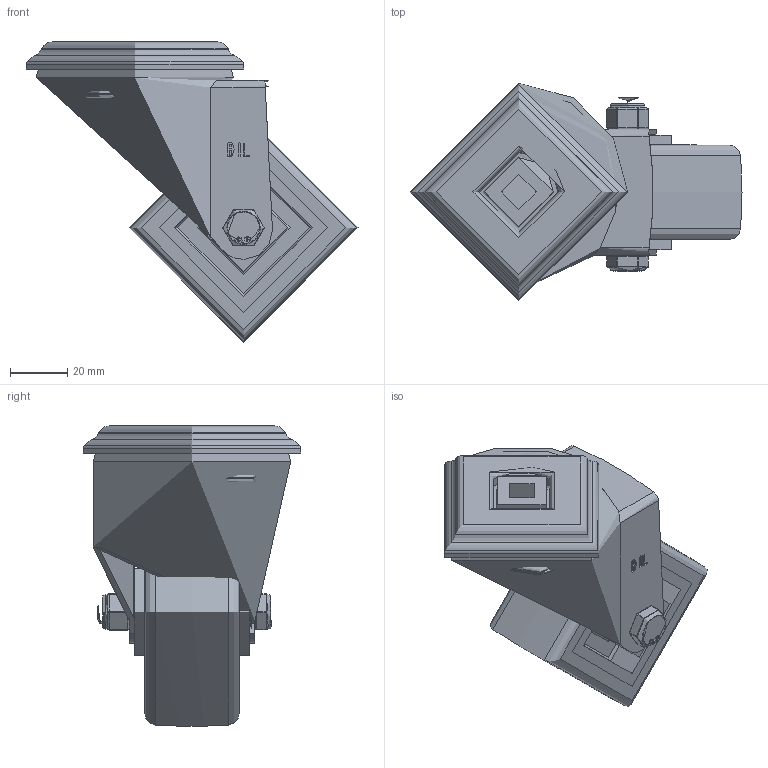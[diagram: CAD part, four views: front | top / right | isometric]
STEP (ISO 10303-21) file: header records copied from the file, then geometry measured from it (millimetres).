
FILE_DESCRIPTION(/* description */ (''),/* implementation_level */ '2;1');
FILE_NAME(/* name */ 'SSMM80ENPBH12.step',/* time_stamp */ '2024-10-29T12:21:46Z',/* author */ (''),/* organization */ (''),/* preprocessor_version */ 'ST-DEVELOPER v20',/* originating_system */ 'Autodesk Translation Framework v13.20.0.188',/* authorisation */ '');
FILE_SCHEMA (('AUTOMOTIVE_DESIGN { 1 0 10303 214 3 1 1 }'));
Length unit declared in the file: millimetre
Products named in the file (21): SSMM80ENPBH12; SSMM80ASBH12 v1; STAINLESS STEEL TOP PLATE; STAINLESS STEEL FORKS; BZML80WENPRB v2; NYLON RIM; 82 SHORE POLYURETHANE TYRE; ROLLER BEARING; NYLON ROLLER BEARING; Pattern; Component20; NYLON CAGE; CAP; TUBEM12X40SS v1; STAINLESS STEEL TUBE; HEXBOLTM8X55A2 v2; GRADE A2 304 STAINLESS STEEL  BOLT; NYLOCM8A2 v1; STAINLESS STEEL NYLOC NUT; NUT; RUBBER
Assembly tree (27 placements, depth 6):
  SSMM80ENPBH12
    SSMM80ASBH12 v1
      STAINLESS STEEL TOP PLATE
      STAINLESS STEEL FORKS
    BZML80WENPRB v2
      NYLON RIM
      82 SHORE POLYURETHANE TYRE
      ROLLER BEARING
        NYLON ROLLER BEARING
          Pattern
            Component20  x8
          NYLON CAGE
      CAP
    TUBEM12X40SS v1
      STAINLESS STEEL TUBE
    HEXBOLTM8X55A2 v2
      GRADE A2 304 STAINLESS STEEL  BOLT
    NYLOCM8A2 v1
      STAINLESS STEEL NYLOC NUT
        NUT
        RUBBER
Bounding box: 116 x 76 x 104.95 mm (x, y, z)
Volume: 194184.5 mm3; surface area: 91919.7 mm2
Topology: 18 solids, 18 shells, 454 faces, 1102 edges, 688 vertices
Faces by surface type: plane 178, cylinder 145, bspline 65, torus 35, sphere 24, cone 7
Full cylindrical faces by diameter (mm): 3.75 x8, 6.446 x7, 7.866 x13, 8 x3, 8.2 x2, 8.5 x1, 8.6 x2, 11.5 x1, 11.9 x1, 12.1 x1, 12.2 x1, 12.5 x3, 19.5 x1, 20.5 x1, 21.313 x1, 22 x2, 24 x2, 28 x2, 30.5 x2, 32 x1, 38 x1, 48 x2, 49.5 x1, 59 x2, 65 x1, 69 x1, 72 x1, 76 x1
Entity records: 19317 total; most frequent: CARTESIAN_POINT 8740, ORIENTED_EDGE 2150, DIRECTION 2023, EDGE_CURVE 1075, AXIS2_PLACEMENT_3D 765, VERTEX_POINT 674, LINE 493, VECTOR 493
